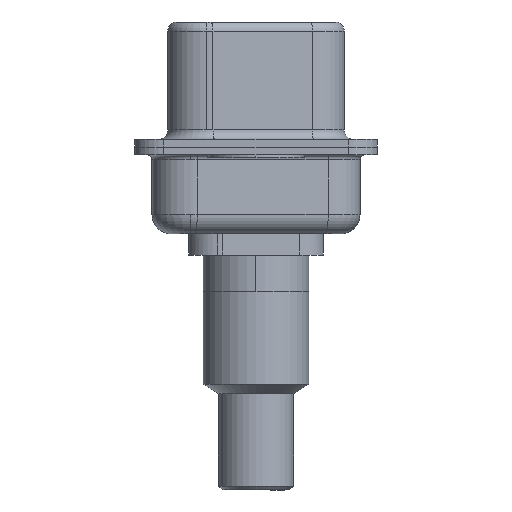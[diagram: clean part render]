
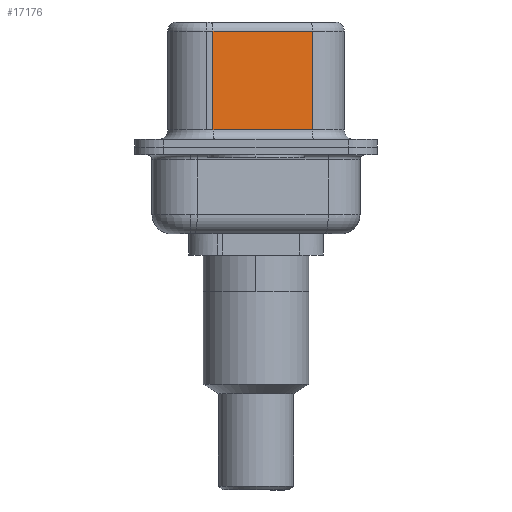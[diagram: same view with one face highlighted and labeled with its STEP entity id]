
A CAD part, left-side view. The second image highlights one B-rep face of the part: STEP entity #17176.
In plain terms, the highlighted planar face has unit normal (-0.985, -0.174, 0).
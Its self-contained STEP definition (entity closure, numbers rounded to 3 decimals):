
#1130 = CARTESIAN_POINT ( 'NONE',  ( 3.675, 2.233, 6.02 ) ) ;
#2382 = EDGE_CURVE ( 'NONE', #12817, #8349, #3504, .T. ) ;
#3272 = AXIS2_PLACEMENT_3D ( 'NONE', #8261, #4896, #18007 ) ;
#3297 = LINE ( 'NONE', #4284, #20510 ) ;
#3411 = ORIENTED_EDGE ( 'NONE', *, *, #2382, .T. ) ;
#3504 = LINE ( 'NONE', #20176, #19964 ) ;
#4284 = CARTESIAN_POINT ( 'NONE',  ( 4.585, -2.927, 6.52 ) ) ;
#4896 = DIRECTION ( 'NONE',  ( 0.985, 0.174, 0. ) ) ;
#5885 = DIRECTION ( 'NONE',  ( 0., 0., -1. ) ) ;
#5958 = ORIENTED_EDGE ( 'NONE', *, *, #19590, .T. ) ;
#6001 = CARTESIAN_POINT ( 'NONE',  ( 3.675, 2.233, 6.52 ) ) ;
#6157 = VECTOR ( 'NONE', #17349, 1000. ) ;
#6733 = EDGE_CURVE ( 'NONE', #12817, #17674, #3297, .T. ) ;
#8261 = CARTESIAN_POINT ( 'NONE',  ( 4.585, -2.927, 6.52 ) ) ;
#8349 = VERTEX_POINT ( 'NONE', #1130 ) ;
#8960 = LINE ( 'NONE', #19583, #17379 ) ;
#9307 = ORIENTED_EDGE ( 'NONE', *, *, #18198, .T. ) ;
#10072 = EDGE_LOOP ( 'NONE', ( #20769, #3411, #5958, #9307 ) ) ;
#10288 = CARTESIAN_POINT ( 'NONE',  ( 4.585, -2.927, 6.02 ) ) ;
#11901 = FACE_OUTER_BOUND ( 'NONE', #10072, .T. ) ;
#12324 = VERTEX_POINT ( 'NONE', #18773 ) ;
#12788 = CARTESIAN_POINT ( 'NONE',  ( 4.585, -2.927, 0.9 ) ) ;
#12817 = VERTEX_POINT ( 'NONE', #10288 ) ;
#13740 = LINE ( 'NONE', #6001, #6157 ) ;
#13861 = DIRECTION ( 'NONE',  ( -0.174, 0.985, 0. ) ) ;
#14592 = PLANE ( 'NONE',  #3272 ) ;
#16195 = DIRECTION ( 'NONE',  ( 0.174, -0.985, 0. ) ) ;
#17176 = ADVANCED_FACE ( 'NONE', ( #11901 ), #14592, .F. ) ;
#17349 = DIRECTION ( 'NONE',  ( 0., 0., -1. ) ) ;
#17379 = VECTOR ( 'NONE', #16195, 1000. ) ;
#17674 = VERTEX_POINT ( 'NONE', #12788 ) ;
#18007 = DIRECTION ( 'NONE',  ( -0.174, 0.985, 0. ) ) ;
#18198 = EDGE_CURVE ( 'NONE', #12324, #17674, #8960, .T. ) ;
#18773 = CARTESIAN_POINT ( 'NONE',  ( 3.675, 2.233, 0.9 ) ) ;
#19583 = CARTESIAN_POINT ( 'NONE',  ( 4.585, -2.927, 0.9 ) ) ;
#19590 = EDGE_CURVE ( 'NONE', #8349, #12324, #13740, .T. ) ;
#19964 = VECTOR ( 'NONE', #13861, 1000. ) ;
#20176 = CARTESIAN_POINT ( 'NONE',  ( 4.585, -2.927, 6.02 ) ) ;
#20510 = VECTOR ( 'NONE', #5885, 1000. ) ;
#20769 = ORIENTED_EDGE ( 'NONE', *, *, #6733, .F. ) ;
